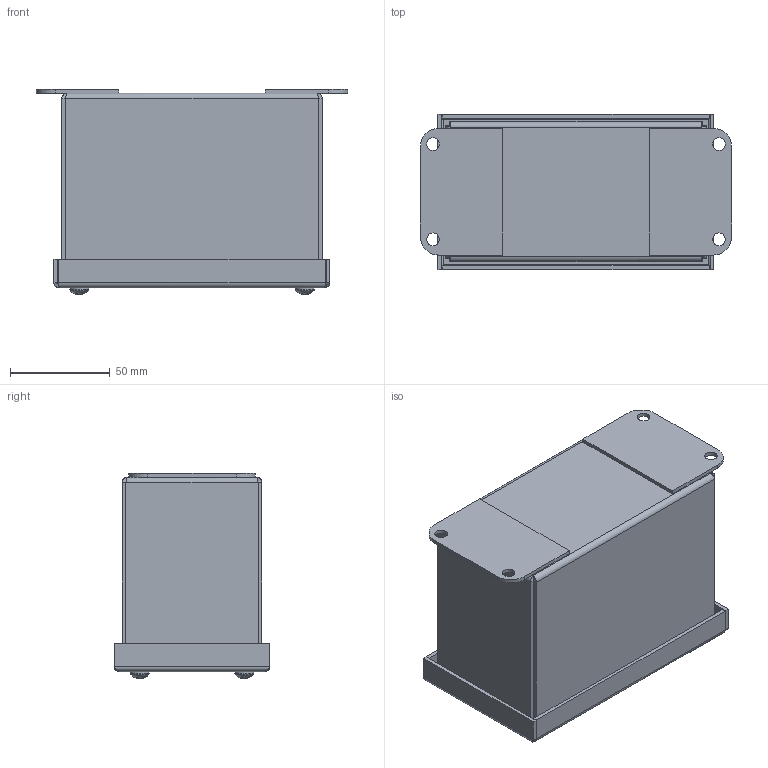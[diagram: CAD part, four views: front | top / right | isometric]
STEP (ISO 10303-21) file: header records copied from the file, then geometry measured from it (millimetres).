
FILE_DESCRIPTION(/* description */ ('5.13X2.75X3.50 TUB'),/* implementation_level */ '2;1');
FILE_NAME(/* name */ 'PBGX2.stp',/* time_stamp */ '2017-01-30T17:10:37+06:00',/* author */ ('mgunasekar'),/* organization */ (''),/* preprocessor_version */ 'ST-DEVELOPER v16.1',/* originating_system */ 'Autodesk Inventor 2016',/* authorisation */ '');
FILE_SCHEMA (('AUTOMOTIVE_DESIGN { 1 0 10303 214 3 1 1 }'));
Length unit declared in the file: inch
Products named in the file (8): PBGX2BKP; 34984; 34817; 38837; PBGX2LID; 39077; 372163; PBGX2
Assembly tree (18 placements, depth 2):
  PBGX2
    PBGX2BKP
    34984  x4
    34817  x2
    38837  x2
    PBGX2LID
    39077  x4
    372163  x4
Bounding box: 155.7 x 77.72 x 102.51 mm (x, y, z)
Volume: 124065 mm3; surface area: 138537.8 mm2
Topology: 18 solids, 18 shells, 492 faces, 1196 edges, 754 vertices
Faces by surface type: plane 278, cylinder 100, cone 66, torus 24, bspline 20, sphere 4
Full cylindrical faces by diameter (mm): 3.962 x4, 4.826 x6, 4.978 x4, 6.299 x4, 6.35 x6, 6.528 x4, 7.061 x4, 7.137 x4, 9.474 x4, 10.312 x4, 11.506 x4
Entity records: 8505 total; most frequent: CARTESIAN_POINT 2224, ORIENTED_EDGE 1190, DIRECTION 1184, EDGE_CURVE 595, AXIS2_PLACEMENT_3D 403, LINE 378, VECTOR 378, VERTEX_POINT 377
